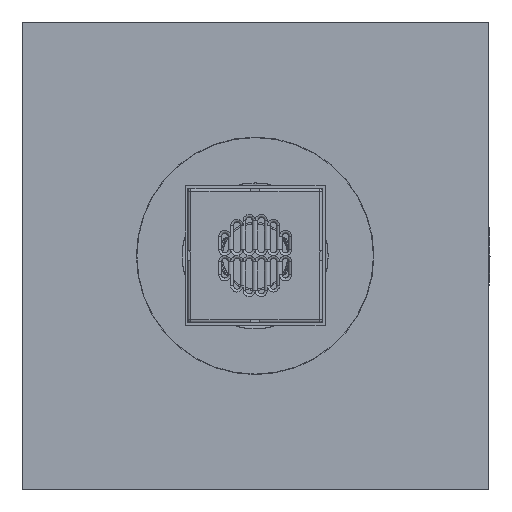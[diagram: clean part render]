
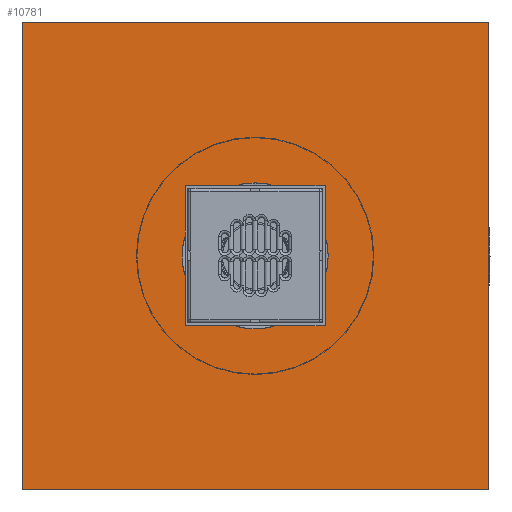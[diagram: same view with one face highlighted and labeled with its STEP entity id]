
A CAD part, top view. The second image highlights one B-rep face of the part: STEP entity #10781.
In plain terms, the highlighted planar face has unit normal (0, 0, 1).
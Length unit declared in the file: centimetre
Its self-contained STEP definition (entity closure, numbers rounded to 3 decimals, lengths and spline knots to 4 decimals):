
#662=LINE('',#18757,#1319);
#664=LINE('',#18763,#1321);
#667=LINE('',#18768,#1324);
#670=LINE('',#18772,#1327);
#1319=VECTOR('',#14230,1.);
#1321=VECTOR('',#14234,1.);
#1324=VECTOR('',#14239,1.);
#1327=VECTOR('',#14244,1.);
#2007=FACE_BOUND('',#3088,.T.);
#2343=FACE_OUTER_BOUND('',#3087,.T.);
#3087=EDGE_LOOP('',(#8343,#8344,#8345,#8346));
#3088=EDGE_LOOP('',(#8347));
#3846=CIRCLE('',#11858,78.2516);
#4750=VERTEX_POINT('',#18751);
#4752=VERTEX_POINT('',#18755);
#4753=VERTEX_POINT('',#18759);
#4755=VERTEX_POINT('',#18762);
#4774=VERTEX_POINT('',#18830);
#5983=EDGE_CURVE('',#4750,#4752,#662,.T.);
#5985=EDGE_CURVE('',#4755,#4753,#664,.T.);
#5988=EDGE_CURVE('',#4752,#4755,#667,.T.);
#5991=EDGE_CURVE('',#4750,#4753,#670,.T.);
#6019=EDGE_CURVE('',#4774,#4774,#3846,.T.);
#8343=ORIENTED_EDGE('',*,*,#5991,.F.);
#8344=ORIENTED_EDGE('',*,*,#5983,.T.);
#8345=ORIENTED_EDGE('',*,*,#5988,.T.);
#8346=ORIENTED_EDGE('',*,*,#5985,.T.);
#8347=ORIENTED_EDGE('',*,*,#6019,.T.);
#10328=PLANE('',#11861);
#10781=ADVANCED_FACE('',(#2343,#2007),#10328,.T.);
#11858=AXIS2_PLACEMENT_3D('',#18831,#14318,#14319);
#11861=AXIS2_PLACEMENT_3D('',#18834,#14324,#14325);
#14230=DIRECTION('',(1.,0.,0.));
#14234=DIRECTION('',(-1.,0.,0.));
#14239=DIRECTION('',(0.,1.,0.));
#14244=DIRECTION('',(0.,1.,0.));
#14318=DIRECTION('center_axis',(0.,0.,-1.));
#14319=DIRECTION('ref_axis',(1.,0.,0.));
#14324=DIRECTION('center_axis',(0.,0.,1.));
#14325=DIRECTION('ref_axis',(0.,1.,0.));
#18751=CARTESIAN_POINT('',(-250.,-250.,378.129));
#18755=CARTESIAN_POINT('',(250.,-250.,378.129));
#18757=CARTESIAN_POINT('',(0.,-250.,378.129));
#18759=CARTESIAN_POINT('',(-250.,250.,378.129));
#18762=CARTESIAN_POINT('',(250.,250.,378.129));
#18763=CARTESIAN_POINT('',(0.,250.,378.129));
#18768=CARTESIAN_POINT('',(250.,0.,378.129));
#18772=CARTESIAN_POINT('',(-250.,0.,378.129));
#18830=CARTESIAN_POINT('',(0.,-78.2516,378.129));
#18831=CARTESIAN_POINT('Origin',(0.,0.,378.129));
#18834=CARTESIAN_POINT('Origin',(0.,0.,378.129));
